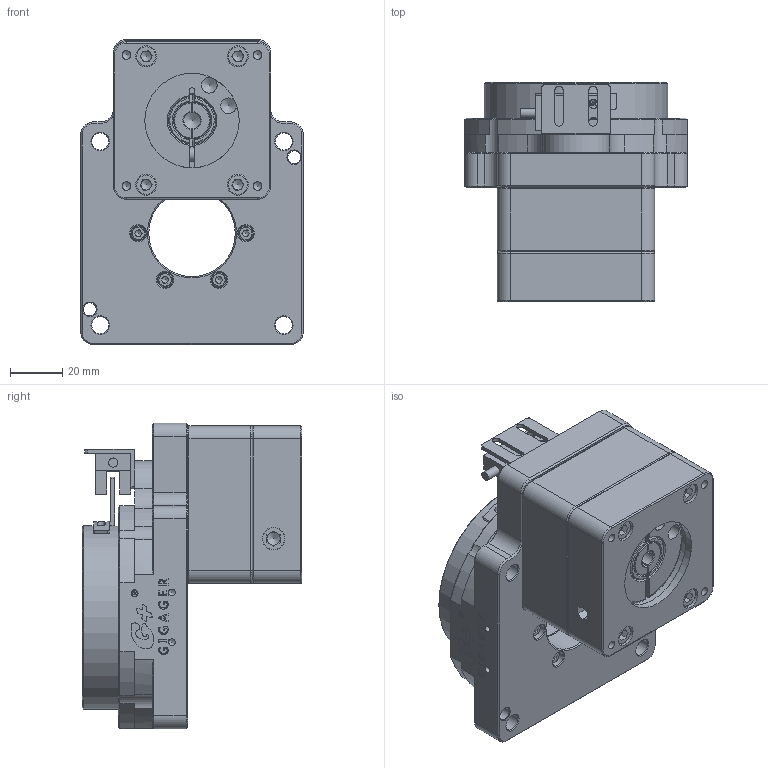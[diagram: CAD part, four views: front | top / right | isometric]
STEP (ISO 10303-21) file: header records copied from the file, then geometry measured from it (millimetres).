
FILE_DESCRIPTION (( 'STEP AP203' ), '1' );
FILE_NAME ('GSN85-10K-ST2.step', '2021-06-01T02:31:01', ( 'Microsoft' ), ( 'Microsoft' ), 'SwSTEP 2.0', 'SolidWorks 2019', '' );
FILE_SCHEMA (( 'CONFIG_CONTROL_DESIGN' ));
Length unit declared in the file: millimetre
Products named in the file (1): GSN85-10K-ST2
Bounding box: 85 x 83.7 x 116.5 mm (x, y, z)
Volume: 312509.8 mm3; surface area: 111473.3 mm2
Topology: 24 solids, 24 shells, 1044 faces, 2545 edges, 1601 vertices
Faces by surface type: plane 468, cylinder 242, cone 181, bspline 109, torus 44
Full cylindrical faces by diameter (mm): 1.5 x1, 2.05 x4, 2.5 x6, 3 x10, 3.2 x6, 3.3 x10, 3.5 x3, 4.2 x9, 5 x9, 5.5 x11, 6 x8, 6.35 x1, 6.5 x8, 8 x4, 8.5 x7, 10 x6, 14 x2, 15 x1, 16.68 x1, 18 x1, 19.4 x2, 20 x4, 33 x2, 36 x1, 37 x1, 42 x1, 45 x2, 46 x1, 49.5 x2, 50 x1
Entity records: 34325 total; most frequent: CARTESIAN_POINT 11837, DIRECTION 4413, ORIENTED_EDGE 4340, EDGE_CURVE 2170, AXIS2_PLACEMENT_3D 1667, VERTEX_POINT 1512, EDGE_LOOP 1464, FACE_OUTER_BOUND 1203
